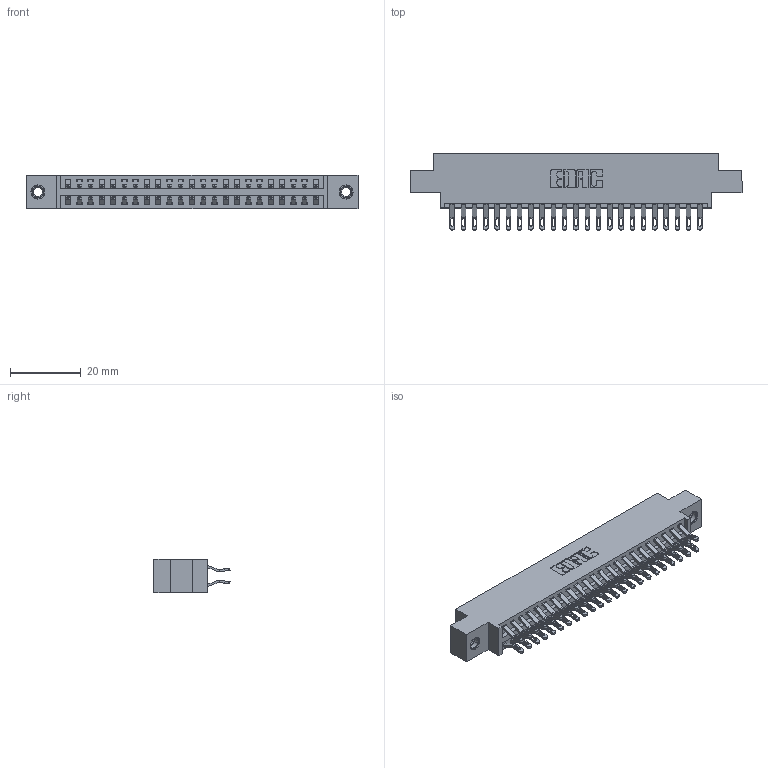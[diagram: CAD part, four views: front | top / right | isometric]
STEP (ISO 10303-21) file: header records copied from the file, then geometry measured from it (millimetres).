
FILE_DESCRIPTION (( 'STEP AP203' ), '1' );
FILE_NAME ('396-046-555-807.STEP', '2018-09-07T09:04:58', ( '' ), ( '' ), 'SwSTEP 2.0', 'SolidWorks 2016', '' );
FILE_SCHEMA (( 'CONFIG_CONTROL_DESIGN' ));
Length unit declared in the file: inch
Products named in the file (4): 345-292-001_555 Tail; 345-250-001_345-250-005-103; 396-046-555-807; 346 Part_0.170 Offset - 0.156 Dia-TI
Assembly tree (49 placements, depth 2):
  396-046-555-807
    346 Part_0.170 Offset - 0.156 Dia-TI
    345-292-001_555 Tail  x46
    345-250-001_345-250-005-103  x2
Bounding box: 93.6 x 21.46 x 9.4 mm (x, y, z)
Volume: 8944.8 mm3; surface area: 12685.6 mm2
Topology: 49 solids, 49 shells, 2854 faces, 8895 edges, 5922 vertices
Faces by surface type: plane 1630, cylinder 1208, cone 12, torus 4
Entity records: 19212 total; most frequent: CARTESIAN_POINT 3213, ORIENTED_EDGE 3110, DIRECTION 2877, EDGE_CURVE 1555, LINE 1291, VECTOR 1291, VERTEX_POINT 1032, AXIS2_PLACEMENT_3D 793
